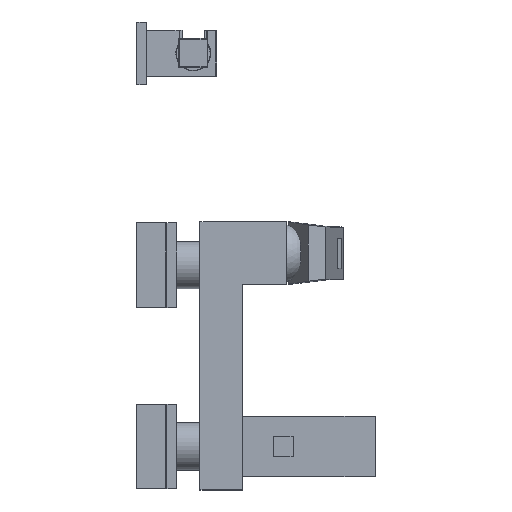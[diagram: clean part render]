
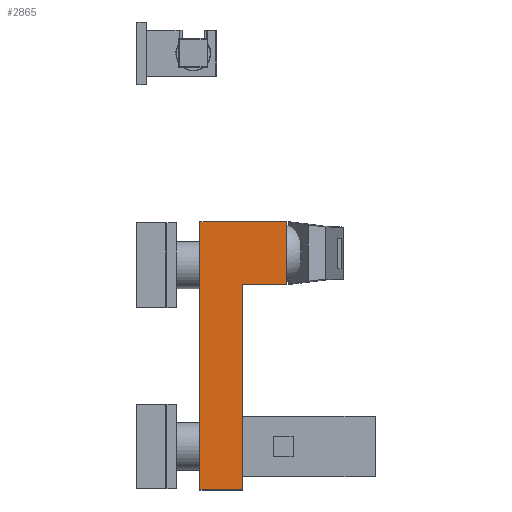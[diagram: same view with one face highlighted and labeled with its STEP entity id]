
A CAD part, top view. The second image highlights one B-rep face of the part: STEP entity #2865.
In plain terms, the highlighted planar face has unit normal (0, 0, 1).
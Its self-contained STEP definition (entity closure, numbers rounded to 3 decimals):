
#644=ORIENTED_EDGE('',*,*,#1227,.T.);
#645=ORIENTED_EDGE('',*,*,#1224,.T.);
#646=ORIENTED_EDGE('',*,*,#1223,.T.);
#647=ORIENTED_EDGE('',*,*,#1231,.T.);
#648=ORIENTED_EDGE('',*,*,#1233,.F.);
#649=ORIENTED_EDGE('',*,*,#1234,.F.);
#1223=EDGE_CURVE('',#1608,#1610,#1956,.T.);
#1224=EDGE_CURVE('',#1611,#1608,#1957,.T.);
#1227=EDGE_CURVE('',#1613,#1611,#1960,.T.);
#1231=EDGE_CURVE('',#1610,#1615,#1964,.T.);
#1233=EDGE_CURVE('',#1617,#1615,#1966,.T.);
#1234=EDGE_CURVE('',#1613,#1617,#1967,.T.);
#1608=VERTEX_POINT('',#4626);
#1610=VERTEX_POINT('',#4630);
#1611=VERTEX_POINT('',#4634);
#1613=VERTEX_POINT('',#4640);
#1615=VERTEX_POINT('',#4646);
#1617=VERTEX_POINT('',#4652);
#1956=LINE('',#4631,#2172);
#1957=LINE('',#4633,#2173);
#1960=LINE('',#4639,#2176);
#1964=LINE('',#4648,#2180);
#1966=LINE('',#4651,#2182);
#1967=LINE('',#4653,#2183);
#2172=VECTOR('',#3870,1000.);
#2173=VECTOR('',#3873,1000.);
#2176=VECTOR('',#3878,1000.);
#2180=VECTOR('',#3884,1000.);
#2182=VECTOR('',#3888,1000.);
#2183=VECTOR('',#3889,1000.);
#2329=EDGE_LOOP('',(#644,#645,#646,#647,#648,#649));
#2546=FACE_BOUND('',#2329,.T.);
#2761=PLANE('',#3426);
#2865=ADVANCED_FACE('',(#2546),#2761,.T.);
#3426=AXIS2_PLACEMENT_3D('',#4650,#3886,#3887);
#3870=DIRECTION('',(1.,0.,0.));
#3873=DIRECTION('',(0.,1.,0.));
#3878=DIRECTION('',(1.,0.,0.));
#3884=DIRECTION('',(0.,1.,0.));
#3886=DIRECTION('',(0.,0.,1.));
#3887=DIRECTION('',(0.,1.,0.));
#3888=DIRECTION('',(1.,0.,0.));
#3889=DIRECTION('',(0.,1.,0.));
#4626=CARTESIAN_POINT('',(87.3,59.,26.));
#4630=CARTESIAN_POINT('',(123.8,59.,26.));
#4631=CARTESIAN_POINT('',(122.8,59.,26.));
#4633=CARTESIAN_POINT('',(87.3,-110.,26.));
#4634=CARTESIAN_POINT('',(87.3,-111.,26.));
#4639=CARTESIAN_POINT('',(122.8,-111.,26.));
#4640=CARTESIAN_POINT('',(52.3,-111.,26.));
#4646=CARTESIAN_POINT('',(123.8,111.,26.));
#4648=CARTESIAN_POINT('',(123.8,-110.,26.));
#4650=CARTESIAN_POINT('',(122.8,-110.,26.));
#4651=CARTESIAN_POINT('',(53.3,111.,26.));
#4652=CARTESIAN_POINT('',(52.3,111.,26.));
#4653=CARTESIAN_POINT('',(52.3,-110.,26.));
